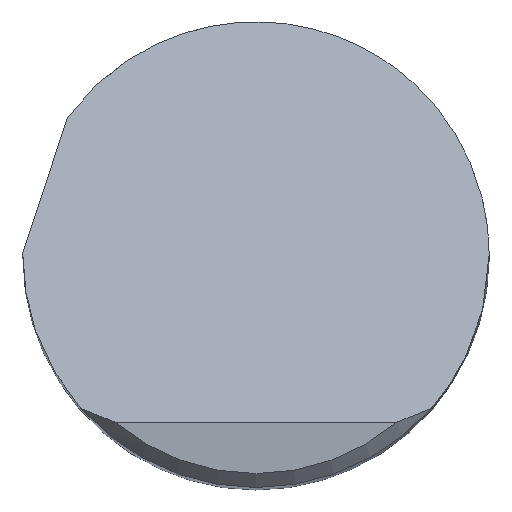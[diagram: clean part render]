
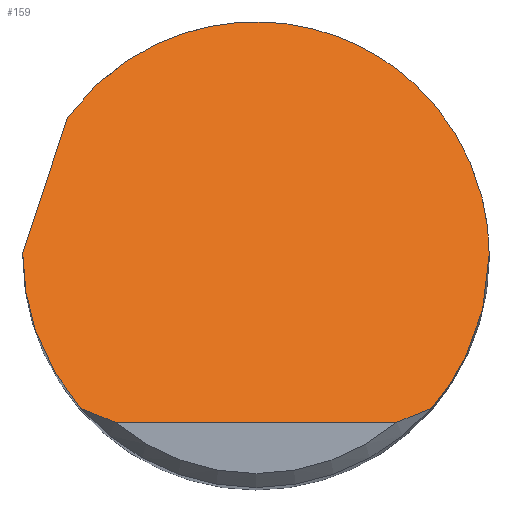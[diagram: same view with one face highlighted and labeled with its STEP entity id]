
A CAD part, top view. The second image highlights one B-rep face of the part: STEP entity #159.
In plain terms, the highlighted planar face has unit normal (0, 0.707, 0.707).
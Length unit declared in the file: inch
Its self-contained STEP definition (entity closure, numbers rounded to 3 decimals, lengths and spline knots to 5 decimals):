
#1 = CARTESIAN_POINT ( 'NONE',  ( -0.25, 0.00067, 2.81933 ) ) ;
#15 = EDGE_CURVE ( 'NONE', #668, #337, #315, .T. ) ;
#33 = CARTESIAN_POINT ( 'NONE',  ( -0.25, 0., 2.82 ) ) ;
#54 = ORIENTED_EDGE ( 'NONE', *, *, #480, .T. ) ;
#59 = PLANE ( 'NONE',  #308 ) ;
#80 = CARTESIAN_POINT ( 'NONE',  ( -0.15108, -0.18, 3. ) ) ;
#82 = VERTEX_POINT ( 'NONE', #609 ) ;
#84 = VECTOR ( 'NONE', #417, 39.37008 ) ;
#102 = CARTESIAN_POINT ( 'NONE',  ( -0.25, 0., 2.82 ) ) ;
#104 = ORIENTED_EDGE ( 'NONE', *, *, #746, .T. ) ;
#121 = DIRECTION ( 'NONE',  ( 0., 0.707, -0.707 ) ) ;
#142 = DIRECTION ( 'NONE',  ( 0.227, 0.689, -0.689 ) ) ;
#146 = B_SPLINE_CURVE_WITH_KNOTS ( 'NONE', 3,
 ( #361, #457, #711, #625 ),
 .UNSPECIFIED., .F., .F.,
 ( 4, 4 ),
 ( 0., 0.00108 ),
 .UNSPECIFIED. ) ;
#149 = CARTESIAN_POINT ( 'NONE',  ( -0.02903, 0.38443, 2.43557 ) ) ;
#159 = ADVANCED_FACE ( 'NONE', ( #569 ), #59, .F. ) ;
#160 = CARTESIAN_POINT ( 'NONE',  ( -0.18782, -0.165, 2.985 ) ) ;
#165 = EDGE_CURVE ( 'NONE', #451, #383, #621, .T. ) ;
#172 = DIRECTION ( 'NONE',  ( 0., -0.707, -0.707 ) ) ;
#175 = VERTEX_POINT ( 'NONE', #80 ) ;
#178 = EDGE_LOOP ( 'NONE', ( #455, #104, #535, #563, #353, #362, #619, #54 ) ) ;
#208 = CARTESIAN_POINT ( 'NONE',  ( -0.20198, 0.14732, 2.67268 ) ) ;
#221 = CARTESIAN_POINT ( 'NONE',  ( -0.30701, -0.17058, 2.99058 ) ) ;
#223 = CARTESIAN_POINT ( 'NONE',  ( 0.18782, -0.165, 2.985 ) ) ;
#239 = EDGE_CURVE ( 'NONE', #175, #285, #476, .T. ) ;
#255 = CARTESIAN_POINT ( 'NONE',  ( -0.16367, -0.17542, 2.99542 ) ) ;
#263 = CARTESIAN_POINT ( 'NONE',  ( -0.22834, -0.11887, 2.93887 ) ) ;
#285 = VERTEX_POINT ( 'NONE', #348 ) ;
#304 = CARTESIAN_POINT ( 'NONE',  ( -0.17589, -0.1704, 2.9904 ) ) ;
#308 = AXIS2_PLACEMENT_3D ( 'NONE', #693, #172, #121 ) ;
#315 =( BOUNDED_CURVE ( )  B_SPLINE_CURVE ( 3, ( #208, #149, #656, #659 ),
 .UNSPECIFIED., .F., .T. ) 
 B_SPLINE_CURVE_WITH_KNOTS ( ( 4, 4 ),
 ( 5.34257, 7.85398 ),
 .UNSPECIFIED. ) 
 CURVE ( )  GEOMETRIC_REPRESENTATION_ITEM ( )  RATIONAL_B_SPLINE_CURVE ( ( 1., 0.54, 0.54, 1. ) ) 
 REPRESENTATION_ITEM ( '' )  );
#329 = EDGE_CURVE ( 'NONE', #82, #451, #540, .T. ) ;
#337 = VERTEX_POINT ( 'NONE', #554 ) ;
#348 = CARTESIAN_POINT ( 'NONE',  ( 0.15108, -0.18, 3. ) ) ;
#353 = ORIENTED_EDGE ( 'NONE', *, *, #388, .F. ) ;
#360 = CARTESIAN_POINT ( 'NONE',  ( 0., -0.18, 3. ) ) ;
#361 = CARTESIAN_POINT ( 'NONE',  ( 0.15108, -0.18, 3. ) ) ;
#362 = ORIENTED_EDGE ( 'NONE', *, *, #165, .F. ) ;
#372 = CARTESIAN_POINT ( 'NONE',  ( -0.18782, -0.165, 2.985 ) ) ;
#383 = VERTEX_POINT ( 'NONE', #433 ) ;
#388 = EDGE_CURVE ( 'NONE', #383, #668, #737, .T. ) ;
#417 = DIRECTION ( 'NONE',  ( 1., 0., 0. ) ) ;
#432 = CARTESIAN_POINT ( 'NONE',  ( 0.25, -0.06141, 2.88141 ) ) ;
#433 = CARTESIAN_POINT ( 'NONE',  ( -0.24999, 0.002, 2.818 ) ) ;
#444 = VERTEX_POINT ( 'NONE', #541 ) ;
#451 = VERTEX_POINT ( 'NONE', #33 ) ;
#452 = CARTESIAN_POINT ( 'NONE',  ( -0.24999, 0.002, 2.818 ) ) ;
#455 = ORIENTED_EDGE ( 'NONE', *, *, #239, .T. ) ;
#457 = CARTESIAN_POINT ( 'NONE',  ( 0.16367, -0.17542, 2.99542 ) ) ;
#476 = LINE ( 'NONE', #360, #84 ) ;
#480 = EDGE_CURVE ( 'NONE', #82, #175, #736, .T. ) ;
#494 = CARTESIAN_POINT ( 'NONE',  ( -0.25, -0.06141, 2.88141 ) ) ;
#535 = ORIENTED_EDGE ( 'NONE', *, *, #663, .F. ) ;
#540 =( BOUNDED_CURVE ( )  B_SPLINE_CURVE ( 3, ( #160, #263, #494, #102 ),
 .UNSPECIFIED., .F., .T. ) 
 B_SPLINE_CURVE_WITH_KNOTS ( ( 4, 4 ),
 ( 3.99157, 4.71239 ),
 .UNSPECIFIED. ) 
 CURVE ( )  GEOMETRIC_REPRESENTATION_ITEM ( )  RATIONAL_B_SPLINE_CURVE ( ( 1., 0.957, 0.957, 1. ) ) 
 REPRESENTATION_ITEM ( '' )  );
#541 = CARTESIAN_POINT ( 'NONE',  ( 0.18782, -0.165, 2.985 ) ) ;
#554 = CARTESIAN_POINT ( 'NONE',  ( 0.25, 0., 2.82 ) ) ;
#562 = CARTESIAN_POINT ( 'NONE',  ( -0.20198, 0.14732, 2.67268 ) ) ;
#563 = ORIENTED_EDGE ( 'NONE', *, *, #15, .F. ) ;
#569 = FACE_OUTER_BOUND ( 'NONE', #178, .T. ) ;
#577 = CARTESIAN_POINT ( 'NONE',  ( -0.25, 0., 2.82 ) ) ;
#609 = CARTESIAN_POINT ( 'NONE',  ( -0.18782, -0.165, 2.985 ) ) ;
#619 = ORIENTED_EDGE ( 'NONE', *, *, #329, .F. ) ;
#621 =( BOUNDED_CURVE ( )  B_SPLINE_CURVE ( 3, ( #577, #1, #631, #452 ),
 .UNSPECIFIED., .F., .T. ) 
 B_SPLINE_CURVE_WITH_KNOTS ( ( 4, 4 ),
 ( 4.71239, 4.72039 ),
 .UNSPECIFIED. ) 
 CURVE ( )  GEOMETRIC_REPRESENTATION_ITEM ( )  RATIONAL_B_SPLINE_CURVE ( ( 1., 1., 1., 1. ) ) 
 REPRESENTATION_ITEM ( '' )  );
#625 = CARTESIAN_POINT ( 'NONE',  ( 0.18782, -0.165, 2.985 ) ) ;
#631 = CARTESIAN_POINT ( 'NONE',  ( -0.25, 0.00133, 2.81867 ) ) ;
#646 = VECTOR ( 'NONE', #142, 39.37008 ) ;
#649 =( BOUNDED_CURVE ( )  B_SPLINE_CURVE ( 3, ( #740, #432, #744, #223 ),
 .UNSPECIFIED., .F., .T. ) 
 B_SPLINE_CURVE_WITH_KNOTS ( ( 4, 4 ),
 ( 1.5708, 2.29162 ),
 .UNSPECIFIED. ) 
 CURVE ( )  GEOMETRIC_REPRESENTATION_ITEM ( )  RATIONAL_B_SPLINE_CURVE ( ( 1., 0.957, 0.957, 1. ) ) 
 REPRESENTATION_ITEM ( '' )  );
#656 = CARTESIAN_POINT ( 'NONE',  ( 0.25, 0.29348, 2.52652 ) ) ;
#659 = CARTESIAN_POINT ( 'NONE',  ( 0.25, 0., 2.82 ) ) ;
#663 = EDGE_CURVE ( 'NONE', #337, #444, #649, .T. ) ;
#668 = VERTEX_POINT ( 'NONE', #562 ) ;
#693 = CARTESIAN_POINT ( 'NONE',  ( -0.25, -0.18, 3. ) ) ;
#708 = CARTESIAN_POINT ( 'NONE',  ( -0.15108, -0.18, 3. ) ) ;
#711 = CARTESIAN_POINT ( 'NONE',  ( 0.17589, -0.1704, 2.9904 ) ) ;
#736 = B_SPLINE_CURVE_WITH_KNOTS ( 'NONE', 3,
 ( #372, #304, #255, #708 ),
 .UNSPECIFIED., .F., .F.,
 ( 4, 4 ),
 ( 0., 0.00108 ),
 .UNSPECIFIED. ) ;
#737 = LINE ( 'NONE', #221, #646 ) ;
#740 = CARTESIAN_POINT ( 'NONE',  ( 0.25, 0., 2.82 ) ) ;
#744 = CARTESIAN_POINT ( 'NONE',  ( 0.22834, -0.11887, 2.93887 ) ) ;
#746 = EDGE_CURVE ( 'NONE', #285, #444, #146, .T. ) ;
